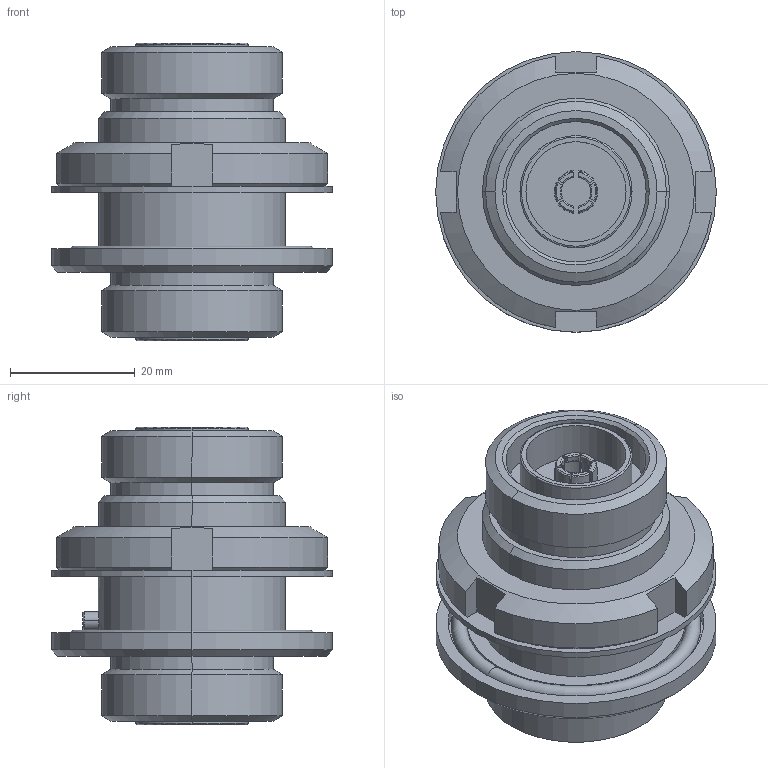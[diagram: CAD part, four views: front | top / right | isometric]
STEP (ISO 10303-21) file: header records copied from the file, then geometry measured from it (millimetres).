
FILE_DESCRIPTION (( 'STEP AP214' ), '1' );
FILE_NAME ('J01123C0003.STEP', '2012-08-20T13:09:21', ( 'markiewicz' ), ( '' ), 'SwSTEP 2.0', 'SolidWorks 2012', '' );
FILE_SCHEMA (( 'AUTOMOTIVE_DESIGN' ));
Length unit declared in the file: millimetre
Products named in the file (1): J01123C0003
Bounding box: 45 x 45 x 47.7 mm (x, y, z)
Volume: 36012.3 mm3; surface area: 14138.5 mm2
Topology: 2 solids, 2 shells, 220 faces, 538 edges, 348 vertices
Faces by surface type: cylinder 82, plane 66, cone 50, torus 22
Entity records: 9137 total; most frequent: CARTESIAN_POINT 1609, ORIENTED_EDGE 1076, DIRECTION 1058, EDGE_CURVE 538, AXIS2_PLACEMENT_3D 423, VERTEX_POINT 348, EDGE_LOOP 248, UNCERTAINTY_MEASURE_WITH_UNIT 220
